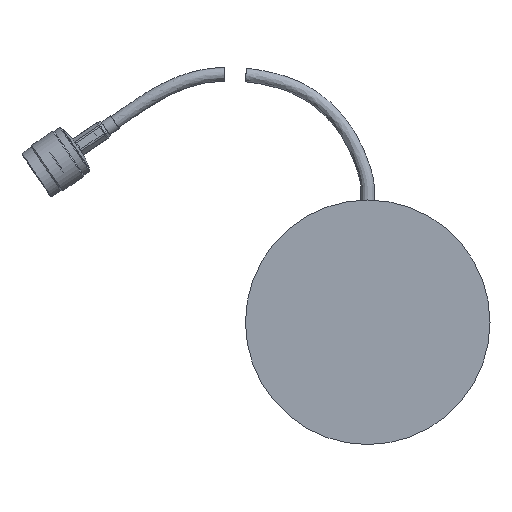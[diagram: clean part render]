
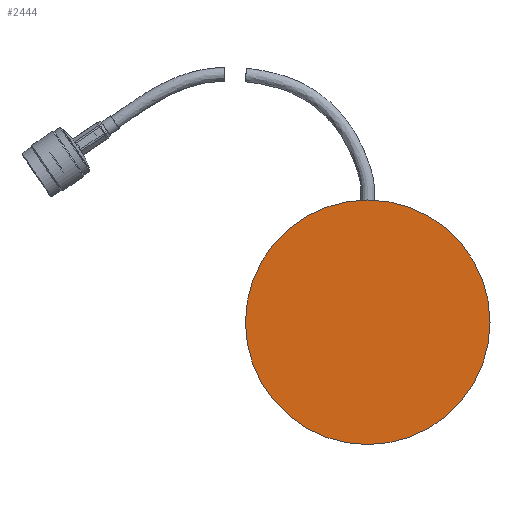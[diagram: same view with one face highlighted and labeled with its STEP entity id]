
A CAD part, front view. The second image highlights one B-rep face of the part: STEP entity #2444.
In plain terms, the highlighted planar face has unit normal (0, -1, 0).
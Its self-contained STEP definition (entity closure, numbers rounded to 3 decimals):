
#39 = ORIENTED_EDGE ( 'NONE', *, *, #1213, .T. ) ;
#660 = CARTESIAN_POINT ( 'NONE',  ( -44.45, 0., 0. ) ) ;
#738 = FACE_OUTER_BOUND ( 'NONE', #8303, .T. ) ;
#1213 = EDGE_CURVE ( 'NONE', #2016, #2016, #5112, .T. ) ;
#1319 = DIRECTION ( 'NONE',  ( 0., 0., 1. ) ) ;
#2016 = VERTEX_POINT ( 'NONE', #8517 ) ;
#2444 = ADVANCED_FACE ( 'NONE', ( #738 ), #2596, .F. ) ;
#2596 = PLANE ( 'NONE',  #4517 ) ;
#2669 = DIRECTION ( 'NONE',  ( 0., -1., 0. ) ) ;
#4517 = AXIS2_PLACEMENT_3D ( 'NONE', #660, #5288, #1319 ) ;
#5112 = CIRCLE ( 'NONE', #6608, 44.45 ) ;
#5288 = DIRECTION ( 'NONE',  ( 0., 1., 0. ) ) ;
#6608 = AXIS2_PLACEMENT_3D ( 'NONE', #6632, #2669, #7274 ) ;
#6632 = CARTESIAN_POINT ( 'NONE',  ( 0., 0., 0. ) ) ;
#7274 = DIRECTION ( 'NONE',  ( 0., 0., -1. ) ) ;
#8303 = EDGE_LOOP ( 'NONE', ( #39 ) ) ;
#8517 = CARTESIAN_POINT ( 'NONE',  ( 0., 0., -44.45 ) ) ;
